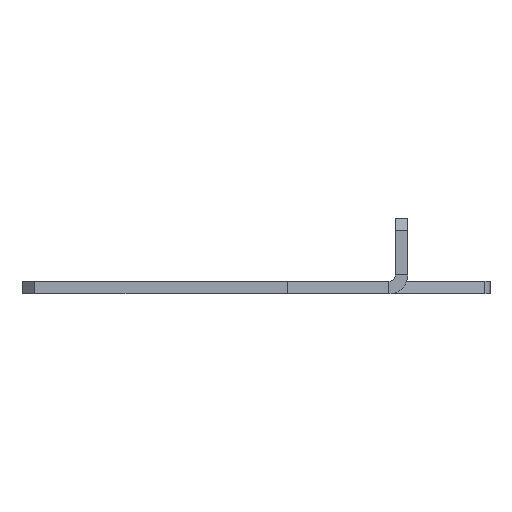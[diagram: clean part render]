
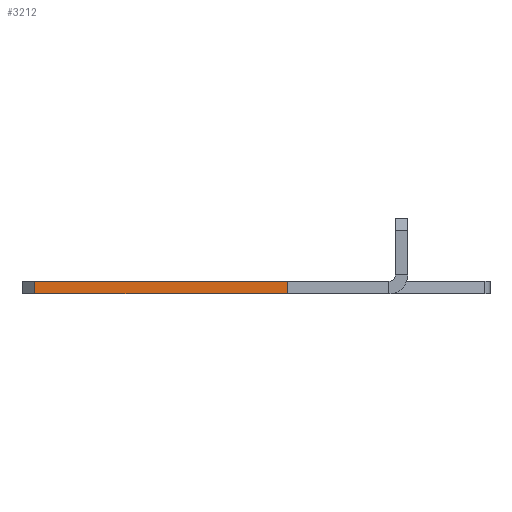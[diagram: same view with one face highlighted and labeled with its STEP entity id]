
A CAD part, left-side view. The second image highlights one B-rep face of the part: STEP entity #3212.
In plain terms, the highlighted planar face has unit normal (-1, 0, 0).
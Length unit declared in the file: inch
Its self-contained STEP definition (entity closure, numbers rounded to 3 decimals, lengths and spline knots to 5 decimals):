
#16=PLANE($,#3632);
#61=LINE($,#5303,#151);
#62=LINE($,#5305,#152);
#63=LINE($,#5307,#153);
#64=LINE($,#5308,#154);
#151=VECTOR($,#4461,2.5);
#152=VECTOR($,#4462,0.125);
#153=VECTOR($,#4463,2.5);
#154=VECTOR($,#4464,0.125);
#726=FACE_OUTER_BOUND($,#1016,.T.);
#1016=EDGE_LOOP($,(#2505,#2506,#2507,#2508));
#1831=VERTEX_POINT($,#5301);
#1832=VERTEX_POINT($,#5302);
#1833=VERTEX_POINT($,#5304);
#1834=VERTEX_POINT($,#5306);
#2147=EDGE_CURVE($,#1831,#1832,#61,.T.);
#2148=EDGE_CURVE($,#1831,#1833,#62,.T.);
#2149=EDGE_CURVE($,#1833,#1834,#63,.T.);
#2150=EDGE_CURVE($,#1834,#1832,#64,.T.);
#2505=ORIENTED_EDGE($,*,*,#2147,.F.);
#2506=ORIENTED_EDGE($,*,*,#2148,.T.);
#2507=ORIENTED_EDGE($,*,*,#2149,.T.);
#2508=ORIENTED_EDGE($,*,*,#2150,.T.);
#3212=ADVANCED_FACE($,(#726),#16,.F.);
#3632=AXIS2_PLACEMENT_3D($,#5300,#4459,#4460);
#4459=DIRECTION('center_axis',(1.,0.,0.));
#4460=DIRECTION('ref_axis',(0.,-1.,0.));
#4461=DIRECTION($,(0.,-1.,0.));
#4462=DIRECTION($,(0.,0.,-1.));
#4463=DIRECTION($,(0.,-1.,0.));
#4464=DIRECTION($,(0.,0.,1.));
#5300=CARTESIAN_POINT('Origin',(-16.,-0.3125,0.125));
#5301=CARTESIAN_POINT('',(-16.,2.1875,0.125));
#5302=CARTESIAN_POINT('',(-16.,-0.3125,0.125));
#5303=CARTESIAN_POINT($,(-16.,-0.3125,0.125));
#5304=CARTESIAN_POINT('',(-16.,2.1875,0.));
#5305=CARTESIAN_POINT($,(-16.,2.1875,0.125));
#5306=CARTESIAN_POINT('',(-16.,-0.3125,0.));
#5307=CARTESIAN_POINT($,(-16.,2.3125,0.));
#5308=CARTESIAN_POINT($,(-16.,-0.3125,0.125));
